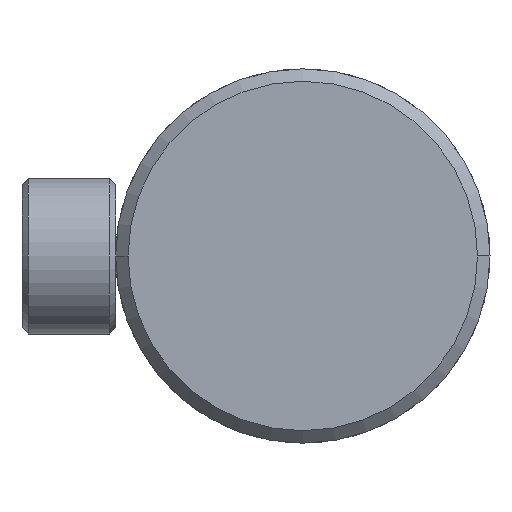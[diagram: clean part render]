
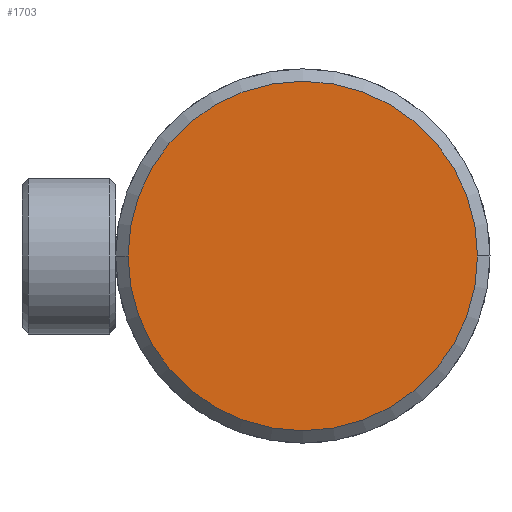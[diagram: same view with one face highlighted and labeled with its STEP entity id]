
A CAD part, left-side view. The second image highlights one B-rep face of the part: STEP entity #1703.
In plain terms, the highlighted planar face has unit normal (-1, 0, 0).
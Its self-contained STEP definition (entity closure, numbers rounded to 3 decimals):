
#64 = FACE_OUTER_BOUND ( 'NONE', #2924, .T. ) ;
#111 = ORIENTED_EDGE ( 'NONE', *, *, #1948, .T. ) ;
#223 = ORIENTED_EDGE ( 'NONE', *, *, #2231, .T. ) ;
#241 = VERTEX_POINT ( 'NONE', #318 ) ;
#318 = CARTESIAN_POINT ( 'NONE',  ( -13., -28., 0. ) ) ;
#629 = VERTEX_POINT ( 'NONE', #1536 ) ;
#695 = DIRECTION ( 'NONE',  ( 0., -1., 0. ) ) ;
#780 = CIRCLE ( 'NONE', #1464, 28. ) ;
#796 = PLANE ( 'NONE',  #1019 ) ;
#803 = DIRECTION ( 'NONE',  ( -1., 0., 0. ) ) ;
#1019 = AXIS2_PLACEMENT_3D ( 'NONE', #1694, #1947, #695 ) ;
#1069 = CARTESIAN_POINT ( 'NONE',  ( -13., 0., 0. ) ) ;
#1136 = CIRCLE ( 'NONE', #1272, 28. ) ;
#1272 = AXIS2_PLACEMENT_3D ( 'NONE', #3166, #1440, #2686 ) ;
#1440 = DIRECTION ( 'NONE',  ( -1., 0., 0. ) ) ;
#1464 = AXIS2_PLACEMENT_3D ( 'NONE', #1069, #803, #2804 ) ;
#1536 = CARTESIAN_POINT ( 'NONE',  ( -13., 28., 0. ) ) ;
#1694 = CARTESIAN_POINT ( 'NONE',  ( -13., 0., 0. ) ) ;
#1703 = ADVANCED_FACE ( 'NONE', ( #64 ), #796, .T. ) ;
#1947 = DIRECTION ( 'NONE',  ( -1., 0., 0. ) ) ;
#1948 = EDGE_CURVE ( 'NONE', #241, #629, #780, .T. ) ;
#2231 = EDGE_CURVE ( 'NONE', #629, #241, #1136, .T. ) ;
#2686 = DIRECTION ( 'NONE',  ( 0., -1., 0. ) ) ;
#2804 = DIRECTION ( 'NONE',  ( 0., -1., 0. ) ) ;
#2924 = EDGE_LOOP ( 'NONE', ( #223, #111 ) ) ;
#3166 = CARTESIAN_POINT ( 'NONE',  ( -13., 0., 0. ) ) ;
